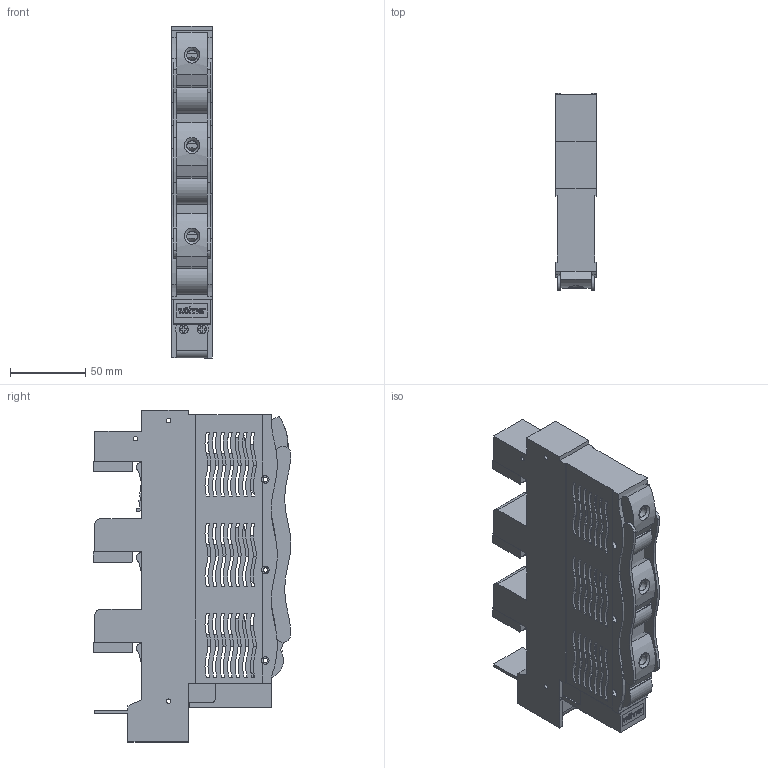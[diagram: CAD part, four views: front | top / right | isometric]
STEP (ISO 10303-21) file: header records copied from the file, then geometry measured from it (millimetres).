
FILE_DESCRIPTION((''),'2;1');
FILE_NAME('31158000.stp','2013-05-02T10:27:12',('AW'),(''),'Autodesk Inventor 2013','Autodesk Inventor 2013','');
FILE_SCHEMA(('AUTOMOTIVE_DESIGN { 1 0 10303 214 1 1 1 1 }'));
Length unit declared in the file: millimetre
Products named in the file (1): 31158000
Bounding box: 27 x 130.87 x 220 mm (x, y, z)
Volume: 444552.4 mm3; surface area: 147143.7 mm2
Topology: 18 solids, 18 shells, 1016 faces, 2996 edges, 1989 vertices
Faces by surface type: plane 624, cylinder 342, bspline 38, cone 6, torus 6
Full cylindrical faces by diameter (mm): 3 x16, 4 x6, 5 x6, 6 x3, 7 x3, 8 x3, 9 x6
Entity records: 35546 total; most frequent: CARTESIAN_POINT 6910, ORIENTED_EDGE 5846, DIRECTION 5571, EDGE_CURVE 2923, VECTOR 2003, LINE 2003, VERTEX_POINT 1963, AXIS2_PLACEMENT_3D 1784
